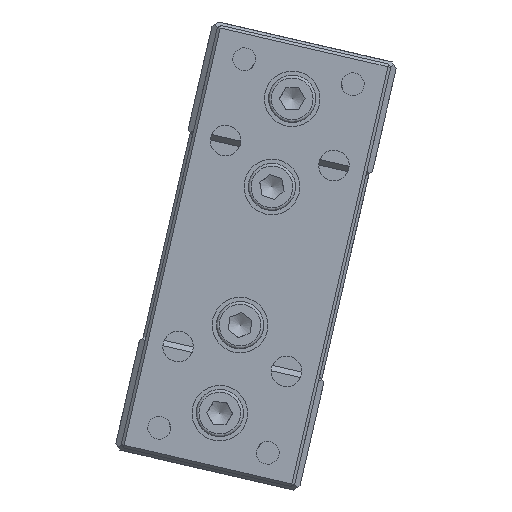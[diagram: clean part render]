
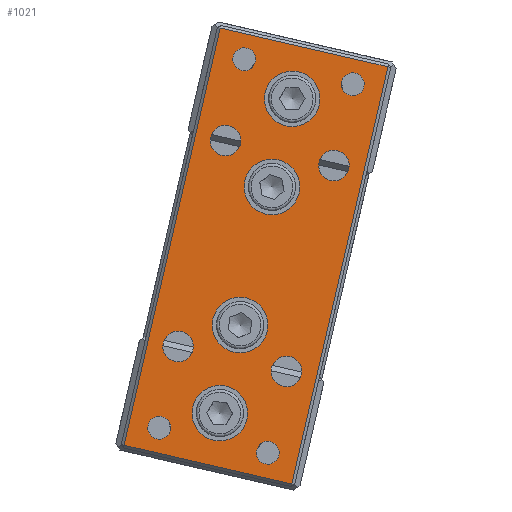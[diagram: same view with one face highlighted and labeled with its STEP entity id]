
A CAD part, left-side view. The second image highlights one B-rep face of the part: STEP entity #1021.
In plain terms, the highlighted planar face has unit normal (-1, 0, 0).
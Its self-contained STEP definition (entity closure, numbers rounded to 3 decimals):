
#1021 = ADVANCED_FACE( '', ( #2065, #2066, #2067, #2068, #2069, #2070, #2071, #2072, #2073, #2074, #2075, #2076, #2077 ), #2078, .F. );
#2065 = FACE_OUTER_BOUND( '', #3178, .T. );
#2066 = FACE_BOUND( '', #3179, .T. );
#2067 = FACE_BOUND( '', #3180, .T. );
#2068 = FACE_BOUND( '', #3181, .T. );
#2069 = FACE_BOUND( '', #3182, .T. );
#2070 = FACE_BOUND( '', #3183, .T. );
#2071 = FACE_BOUND( '', #3184, .T. );
#2072 = FACE_BOUND( '', #3185, .T. );
#2073 = FACE_BOUND( '', #3186, .T. );
#2074 = FACE_BOUND( '', #3187, .T. );
#2075 = FACE_BOUND( '', #3188, .T. );
#2076 = FACE_BOUND( '', #3189, .T. );
#2077 = FACE_BOUND( '', #3190, .T. );
#2078 = PLANE( '', #3191 );
#3178 = EDGE_LOOP( '', ( #4938, #4939, #4940, #4941 ) );
#3179 = EDGE_LOOP( '', ( #4942 ) );
#3180 = EDGE_LOOP( '', ( #4943 ) );
#3181 = EDGE_LOOP( '', ( #4944 ) );
#3182 = EDGE_LOOP( '', ( #4945 ) );
#3183 = EDGE_LOOP( '', ( #4946 ) );
#3184 = EDGE_LOOP( '', ( #4947 ) );
#3185 = EDGE_LOOP( '', ( #4948 ) );
#3186 = EDGE_LOOP( '', ( #4949 ) );
#3187 = EDGE_LOOP( '', ( #4950 ) );
#3188 = EDGE_LOOP( '', ( #4951 ) );
#3189 = EDGE_LOOP( '', ( #4952 ) );
#3190 = EDGE_LOOP( '', ( #4953 ) );
#3191 = AXIS2_PLACEMENT_3D( '', #4954, #4955, #4956 );
#4938 = ORIENTED_EDGE( '', *, *, #6272, .F. );
#4939 = ORIENTED_EDGE( '', *, *, #6151, .F. );
#4940 = ORIENTED_EDGE( '', *, *, #5842, .F. );
#4941 = ORIENTED_EDGE( '', *, *, #5999, .F. );
#4942 = ORIENTED_EDGE( '', *, *, #5785, .T. );
#4943 = ORIENTED_EDGE( '', *, *, #6273, .T. );
#4944 = ORIENTED_EDGE( '', *, *, #6274, .T. );
#4945 = ORIENTED_EDGE( '', *, *, #6275, .T. );
#4946 = ORIENTED_EDGE( '', *, *, #6276, .T. );
#4947 = ORIENTED_EDGE( '', *, *, #5853, .T. );
#4948 = ORIENTED_EDGE( '', *, *, #5867, .T. );
#4949 = ORIENTED_EDGE( '', *, *, #6277, .T. );
#4950 = ORIENTED_EDGE( '', *, *, #6117, .T. );
#4951 = ORIENTED_EDGE( '', *, *, #6278, .T. );
#4952 = ORIENTED_EDGE( '', *, *, #6279, .T. );
#4953 = ORIENTED_EDGE( '', *, *, #5678, .T. );
#4954 = CARTESIAN_POINT( '', ( -6., 0., 0. ) );
#4955 = DIRECTION( '', ( 1., 0., 0. ) );
#4956 = DIRECTION( '', ( 0., 1., 0. ) );
#5678 = EDGE_CURVE( '', #6471, #6471, #6472, .T. );
#5785 = EDGE_CURVE( '', #6650, #6650, #6651, .T. );
#5842 = EDGE_CURVE( '', #6748, #6744, #6750, .T. );
#5853 = EDGE_CURVE( '', #6767, #6767, #6768, .T. );
#5867 = EDGE_CURVE( '', #6789, #6789, #6790, .T. );
#5999 = EDGE_CURVE( '', #6907, #6748, #7001, .T. );
#6117 = EDGE_CURVE( '', #7172, #7172, #7173, .T. );
#6151 = EDGE_CURVE( '', #6744, #6976, #7220, .T. );
#6272 = EDGE_CURVE( '', #6976, #6907, #7389, .T. );
#6273 = EDGE_CURVE( '', #7390, #7390, #7391, .T. );
#6274 = EDGE_CURVE( '', #7392, #7392, #7393, .T. );
#6275 = EDGE_CURVE( '', #7394, #7394, #7395, .T. );
#6276 = EDGE_CURVE( '', #7396, #7396, #7397, .T. );
#6277 = EDGE_CURVE( '', #7398, #7398, #7399, .T. );
#6278 = EDGE_CURVE( '', #7400, #7400, #7401, .T. );
#6279 = EDGE_CURVE( '', #7402, #7402, #7403, .T. );
#6471 = VERTEX_POINT( '', #7617 );
#6472 = CIRCLE( '', #7618, 2.75 );
#6650 = VERTEX_POINT( '', #7895 );
#6651 = CIRCLE( '', #7896, 5. );
#6744 = VERTEX_POINT( '', #8025 );
#6748 = VERTEX_POINT( '', #8031 );
#6750 = LINE( '', #8034, #8035 );
#6767 = VERTEX_POINT( '', #8052 );
#6768 = CIRCLE( '', #8053, 2.067 );
#6789 = VERTEX_POINT( '', #8089 );
#6790 = CIRCLE( '', #8090, 5. );
#6907 = VERTEX_POINT( '', #8256 );
#6976 = VERTEX_POINT( '', #8345 );
#7001 = LINE( '', #8395, #8396 );
#7172 = VERTEX_POINT( '', #8681 );
#7173 = CIRCLE( '', #8682, 2.75 );
#7220 = LINE( '', #8795, #8796 );
#7389 = LINE( '', #9093, #9094 );
#7390 = VERTEX_POINT( '', #9095 );
#7391 = CIRCLE( '', #9096, 5. );
#7392 = VERTEX_POINT( '', #9097 );
#7393 = CIRCLE( '', #9098, 2.067 );
#7394 = VERTEX_POINT( '', #9099 );
#7395 = CIRCLE( '', #9100, 2.067 );
#7396 = VERTEX_POINT( '', #9101 );
#7397 = CIRCLE( '', #9102, 2.067 );
#7398 = VERTEX_POINT( '', #9103 );
#7399 = CIRCLE( '', #9104, 5. );
#7400 = VERTEX_POINT( '', #9105 );
#7401 = CIRCLE( '', #9106, 2.75 );
#7402 = VERTEX_POINT( '', #9107 );
#7403 = CIRCLE( '', #9108, 2.75 );
#7617 = CARTESIAN_POINT( '', ( -6., 19., -7.25 ) );
#7618 = AXIS2_PLACEMENT_3D( '', #9344, #9345, #9346 );
#7895 = CARTESIAN_POINT( '', ( -6., 29., -5. ) );
#7896 = AXIS2_PLACEMENT_3D( '', #9504, #9505, #9506 );
#8025 = CARTESIAN_POINT( '', ( -6., 38.5, 15.5 ) );
#8031 = CARTESIAN_POINT( '', ( -6., 38.5, -15.5 ) );
#8034 = CARTESIAN_POINT( '', ( -6., 38.5, -15.5 ) );
#8035 = VECTOR( '', #9585, 1000. );
#8052 = CARTESIAN_POINT( '', ( -6., -34., -12.067 ) );
#8053 = AXIS2_PLACEMENT_3D( '', #9604, #9605, #9606 );
#8089 = CARTESIAN_POINT( '', ( -6., 12.75, -5. ) );
#8090 = AXIS2_PLACEMENT_3D( '', #9619, #9620, #9621 );
#8256 = CARTESIAN_POINT( '', ( -6., -38.5, -15.5 ) );
#8345 = CARTESIAN_POINT( '', ( -6., -38.5, 15.5 ) );
#8395 = CARTESIAN_POINT( '', ( -6., -38.5, -15.5 ) );
#8396 = VECTOR( '', #9788, 1000. );
#8681 = CARTESIAN_POINT( '', ( -6., -19., 12.75 ) );
#8682 = AXIS2_PLACEMENT_3D( '', #9921, #9922, #9923 );
#8795 = CARTESIAN_POINT( '', ( -6., 38.5, 15.5 ) );
#8796 = VECTOR( '', #9961, 1000. );
#9093 = CARTESIAN_POINT( '', ( -6., -38.5, 15.5 ) );
#9094 = VECTOR( '', #10096, 1000. );
#9095 = CARTESIAN_POINT( '', ( -6., -29., -5. ) );
#9096 = AXIS2_PLACEMENT_3D( '', #10097, #10098, #10099 );
#9097 = CARTESIAN_POINT( '', ( -6., 34., 7.933 ) );
#9098 = AXIS2_PLACEMENT_3D( '', #10100, #10101, #10102 );
#9099 = CARTESIAN_POINT( '', ( -6., 34., -12.067 ) );
#9100 = AXIS2_PLACEMENT_3D( '', #10103, #10104, #10105 );
#9101 = CARTESIAN_POINT( '', ( -6., -34., 7.933 ) );
#9102 = AXIS2_PLACEMENT_3D( '', #10106, #10107, #10108 );
#9103 = CARTESIAN_POINT( '', ( -6., -12.75, -5. ) );
#9104 = AXIS2_PLACEMENT_3D( '', #10109, #10110, #10111 );
#9105 = CARTESIAN_POINT( '', ( -6., -19., -7.25 ) );
#9106 = AXIS2_PLACEMENT_3D( '', #10112, #10113, #10114 );
#9107 = CARTESIAN_POINT( '', ( -6., 19., 12.75 ) );
#9108 = AXIS2_PLACEMENT_3D( '', #10115, #10116, #10117 );
#9344 = CARTESIAN_POINT( '', ( -6., 19., -10. ) );
#9345 = DIRECTION( '', ( 1., 0., 0. ) );
#9346 = DIRECTION( '', ( 0., 0., 1. ) );
#9504 = CARTESIAN_POINT( '', ( -6., 29., 0. ) );
#9505 = DIRECTION( '', ( 1., 0., 0. ) );
#9506 = DIRECTION( '', ( 0., 0., -1. ) );
#9585 = DIRECTION( '', ( 0., 0., 1. ) );
#9604 = CARTESIAN_POINT( '', ( -6., -34., -10. ) );
#9605 = DIRECTION( '', ( 1., 0., 0. ) );
#9606 = DIRECTION( '', ( 0., 0., -1. ) );
#9619 = CARTESIAN_POINT( '', ( -6., 12.75, 0. ) );
#9620 = DIRECTION( '', ( 1., 0., 0. ) );
#9621 = DIRECTION( '', ( 0., 0., -1. ) );
#9788 = DIRECTION( '', ( 0., 1., 0. ) );
#9921 = CARTESIAN_POINT( '', ( -6., -19., 10. ) );
#9922 = DIRECTION( '', ( 1., 0., 0. ) );
#9923 = DIRECTION( '', ( 0., 0., 1. ) );
#9961 = DIRECTION( '', ( 0., -1., 0. ) );
#10096 = DIRECTION( '', ( 0., 0., -1. ) );
#10097 = CARTESIAN_POINT( '', ( -6., -29., 0. ) );
#10098 = DIRECTION( '', ( 1., 0., 0. ) );
#10099 = DIRECTION( '', ( 0., 0., -1. ) );
#10100 = CARTESIAN_POINT( '', ( -6., 34., 10. ) );
#10101 = DIRECTION( '', ( 1., 0., 0. ) );
#10102 = DIRECTION( '', ( 0., 0., -1. ) );
#10103 = CARTESIAN_POINT( '', ( -6., 34., -10. ) );
#10104 = DIRECTION( '', ( 1., 0., 0. ) );
#10105 = DIRECTION( '', ( 0., 0., -1. ) );
#10106 = CARTESIAN_POINT( '', ( -6., -34., 10. ) );
#10107 = DIRECTION( '', ( 1., 0., 0. ) );
#10108 = DIRECTION( '', ( 0., 0., -1. ) );
#10109 = CARTESIAN_POINT( '', ( -6., -12.75, 0. ) );
#10110 = DIRECTION( '', ( 1., 0., 0. ) );
#10111 = DIRECTION( '', ( 0., 0., -1. ) );
#10112 = CARTESIAN_POINT( '', ( -6., -19., -10. ) );
#10113 = DIRECTION( '', ( 1., 0., 0. ) );
#10114 = DIRECTION( '', ( 0., 0., 1. ) );
#10115 = CARTESIAN_POINT( '', ( -6., 19., 10. ) );
#10116 = DIRECTION( '', ( 1., 0., 0. ) );
#10117 = DIRECTION( '', ( 0., 0., 1. ) );
